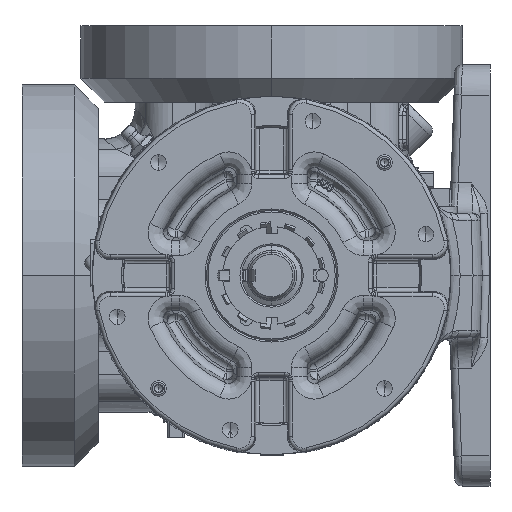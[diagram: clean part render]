
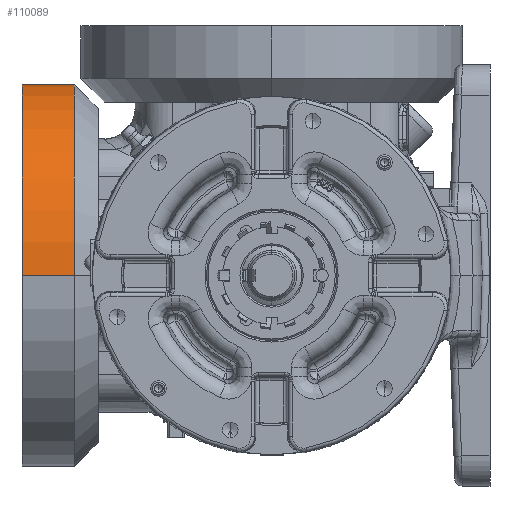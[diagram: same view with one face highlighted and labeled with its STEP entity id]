
A CAD part, left-side view. The second image highlights one B-rep face of the part: STEP entity #110089.
In plain terms, the highlighted cylindrical face has radius 77.724 mm (diameter 155.448 mm), a partial arc.
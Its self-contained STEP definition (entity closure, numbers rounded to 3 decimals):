
#3680 = VERTEX_POINT ( 'NONE', #109918 ) ;
#4273 = CIRCLE ( 'NONE', #21821, 77.724 ) ;
#6732 = VECTOR ( 'NONE', #139370, 1000. ) ;
#21821 = AXIS2_PLACEMENT_3D ( 'NONE', #95988, #180601, #163007 ) ;
#21974 = AXIS2_PLACEMENT_3D ( 'NONE', #146909, #97475, #182089 ) ;
#31582 = EDGE_CURVE ( 'NONE', #3680, #193719, #95512, .T. ) ;
#34966 = DIRECTION ( 'NONE',  ( 0., -1., 0. ) ) ;
#47985 = CYLINDRICAL_SURFACE ( 'NONE', #21974, 77.724 ) ;
#53505 = AXIS2_PLACEMENT_3D ( 'NONE', #186670, #34966, #103130 ) ;
#72021 = EDGE_CURVE ( 'NONE', #135878, #193719, #106374, .T. ) ;
#72201 = CARTESIAN_POINT ( 'NONE',  ( -31.115, 101.6, 0. ) ) ;
#81810 = LINE ( 'NONE', #148834, #195055 ) ;
#82090 = FACE_OUTER_BOUND ( 'NONE', #155309, .T. ) ;
#89558 = CARTESIAN_POINT ( 'NONE',  ( -31.115, 80.264, 0. ) ) ;
#95512 = CIRCLE ( 'NONE', #53505, 77.724 ) ;
#95988 = CARTESIAN_POINT ( 'NONE',  ( 46.609, 101.6, 0. ) ) ;
#97233 = ORIENTED_EDGE ( 'NONE', *, *, #126969, .F. ) ;
#97475 = DIRECTION ( 'NONE',  ( 0., -1., 0. ) ) ;
#99634 = EDGE_CURVE ( 'NONE', #112021, #135878, #4273, .T. ) ;
#103130 = DIRECTION ( 'NONE',  ( -1., 0., 0. ) ) ;
#106374 = LINE ( 'NONE', #138283, #6732 ) ;
#109918 = CARTESIAN_POINT ( 'NONE',  ( 124.333, 80.264, 0. ) ) ;
#110089 = ADVANCED_FACE ( 'Defeatured_0_2127', ( #82090 ), #47985, .T. ) ;
#111980 = CARTESIAN_POINT ( 'NONE',  ( 124.333, 101.6, 0. ) ) ;
#112021 = VERTEX_POINT ( 'NONE', #111980 ) ;
#126969 = EDGE_CURVE ( 'NONE', #112021, #3680, #81810, .T. ) ;
#132365 = ORIENTED_EDGE ( 'NONE', *, *, #99634, .T. ) ;
#135878 = VERTEX_POINT ( 'NONE', #72201 ) ;
#138283 = CARTESIAN_POINT ( 'NONE',  ( -31.115, 61.915, 0. ) ) ;
#139370 = DIRECTION ( 'NONE',  ( 0., -1., 0. ) ) ;
#146909 = CARTESIAN_POINT ( 'NONE',  ( 46.609, 61.915, 0. ) ) ;
#148834 = CARTESIAN_POINT ( 'NONE',  ( 124.333, 61.915, 0. ) ) ;
#151232 = ORIENTED_EDGE ( 'NONE', *, *, #72021, .T. ) ;
#155309 = EDGE_LOOP ( 'NONE', ( #97233, #132365, #151232, #167724 ) ) ;
#163007 = DIRECTION ( 'NONE',  ( -1., 0., 0. ) ) ;
#167724 = ORIENTED_EDGE ( 'NONE', *, *, #31582, .F. ) ;
#180601 = DIRECTION ( 'NONE',  ( 0., -1., 0. ) ) ;
#182089 = DIRECTION ( 'NONE',  ( -1., 0., 0. ) ) ;
#186670 = CARTESIAN_POINT ( 'NONE',  ( 46.609, 80.264, 0. ) ) ;
#193719 = VERTEX_POINT ( 'NONE', #89558 ) ;
#195055 = VECTOR ( 'NONE', #215898, 1000. ) ;
#215898 = DIRECTION ( 'NONE',  ( 0., -1., 0. ) ) ;
